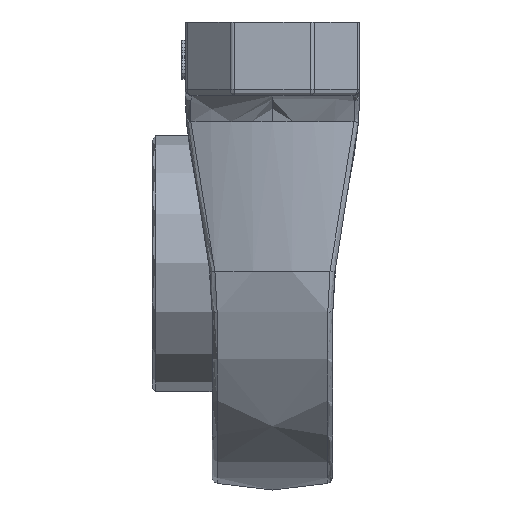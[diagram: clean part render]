
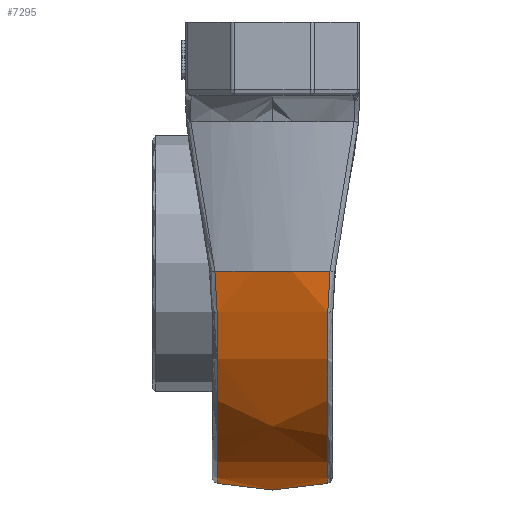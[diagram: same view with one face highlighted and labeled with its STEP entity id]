
A CAD part, left-side view. The second image highlights one B-rep face of the part: STEP entity #7295.
In plain terms, the highlighted free-form (B-spline) face has degree [2, 2] with [3, 5] control points.
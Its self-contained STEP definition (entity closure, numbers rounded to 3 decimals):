
#1619=B_SPLINE_CURVE_WITH_KNOTS($,3,(#11923,#11924,#11925,#11926,#11927,
#11928,#11929,#11930,#11931,#11932),.UNSPECIFIED.,.F.,.F.,(4,3,3,4),(0.,
0.333,0.667,1.),.UNSPECIFIED.);
#1620=B_SPLINE_CURVE_WITH_KNOTS($,3,(#11936,#11937,#11938,#11939,#11940,
#11941,#11942,#11943,#11944,#11945),.UNSPECIFIED.,.F.,.F.,(4,3,3,4),(0.,
0.333,0.667,1.),.UNSPECIFIED.);
#1621=B_SPLINE_CURVE_WITH_KNOTS($,3,(#11948,#11949,#11950,#11951,#11952,
#11953,#11954,#11955,#11956,#11957),.UNSPECIFIED.,.F.,.F.,(4,3,3,4),(0.,
0.333,0.667,1.),.UNSPECIFIED.);
#1622=B_SPLINE_CURVE_WITH_KNOTS($,3,(#11958,#11959,#11960,#11961,#11962,
#11963,#11964,#11965,#11966,#11967),.UNSPECIFIED.,.F.,.F.,(4,3,3,4),(0.,
0.333,0.667,1.),.UNSPECIFIED.);
#1726=(
BOUNDED_SURFACE()
B_SPLINE_SURFACE(2,2,((#11907,#11908,#11909,#11910,#11911),(#11912,#11913,
#11914,#11915,#11916),(#11917,#11918,#11919,#11920,#11921)),
 .UNSPECIFIED.,.F.,.F.,.F.)
B_SPLINE_SURFACE_WITH_KNOTS((3,3),(3,2,3),(-0.247,0.247),
(-3.107,-1.571,-0.035),.UNSPECIFIED.)
GEOMETRIC_REPRESENTATION_ITEM()
RATIONAL_B_SPLINE_SURFACE(((1.,0.719,1.,0.719,1.),
(0.97,0.697,0.97,0.697,
0.97),(1.,0.719,1.,0.719,1.)))
REPRESENTATION_ITEM($)
SURFACE()
);
#1899=FACE_OUTER_BOUND($,#2337,.T.);
#2337=EDGE_LOOP($,(#5042,#5043,#5044,#5045,#5046,#5047,#5048,#5049));
#2718=CIRCLE($,#7723,35.);
#2740=CIRCLE($,#7758,32.767);
#2743=CIRCLE($,#7761,32.767);
#2744=CIRCLE($,#7762,35.);
#3144=VERTEX_POINT($,#10983);
#3145=VERTEX_POINT($,#11012);
#3178=VERTEX_POINT($,#11902);
#3179=VERTEX_POINT($,#11903);
#3180=VERTEX_POINT($,#11922);
#3181=VERTEX_POINT($,#11933);
#3182=VERTEX_POINT($,#11935);
#3183=VERTEX_POINT($,#11946);
#3835=EDGE_CURVE($,#3144,#3145,#2718,.T.);
#3895=EDGE_CURVE($,#3178,#3179,#2740,.T.);
#3898=EDGE_CURVE($,#3144,#3180,#1619,.T.);
#3899=EDGE_CURVE($,#3180,#3181,#2743,.T.);
#3900=EDGE_CURVE($,#3181,#3182,#1620,.T.);
#3901=EDGE_CURVE($,#3182,#3183,#2744,.T.);
#3902=EDGE_CURVE($,#3179,#3183,#1621,.T.);
#3903=EDGE_CURVE($,#3145,#3178,#1622,.T.);
#5042=ORIENTED_EDGE($,*,*,#3835,.F.);
#5043=ORIENTED_EDGE($,*,*,#3898,.T.);
#5044=ORIENTED_EDGE($,*,*,#3899,.T.);
#5045=ORIENTED_EDGE($,*,*,#3900,.T.);
#5046=ORIENTED_EDGE($,*,*,#3901,.T.);
#5047=ORIENTED_EDGE($,*,*,#3902,.F.);
#5048=ORIENTED_EDGE($,*,*,#3895,.F.);
#5049=ORIENTED_EDGE($,*,*,#3903,.F.);
#7295=ADVANCED_FACE($,(#1899),#1726,.F.);
#7723=AXIS2_PLACEMENT_3D($,#11013,#8603,#8604);
#7758=AXIS2_PLACEMENT_3D($,#11904,#8681,#8682);
#7761=AXIS2_PLACEMENT_3D($,#11934,#8687,#8688);
#7762=AXIS2_PLACEMENT_3D($,#11947,#8689,#8690);
#8603=DIRECTION('center_axis',(0.035,0.,0.999));
#8604=DIRECTION('ref_axis',(0.969,-0.245,-0.034));
#8681=DIRECTION('center_axis',(0.,1.,0.));
#8682=DIRECTION('ref_axis',(0.975,0.,-0.222));
#8687=DIRECTION('center_axis',(0.,1.,0.));
#8688=DIRECTION('ref_axis',(0.975,0.,-0.222));
#8689=DIRECTION('center_axis',(0.035,0.,-0.999));
#8690=DIRECTION('ref_axis',(-0.969,-0.245,-0.034));
#10983=CARTESIAN_POINT('',(32.665,-2.07,-1.141));
#11012=CARTESIAN_POINT('',(32.665,15.07,-1.141));
#11013=CARTESIAN_POINT('Origin',(-1.249,6.5,0.044));
#11902=CARTESIAN_POINT('',(31.952,14.735,-7.266));
#11903=CARTESIAN_POINT('',(-31.952,14.735,-7.266));
#11904=CARTESIAN_POINT('Origin',(0.,14.735,0.));
#11907=CARTESIAN_POINT('Ctrl Pts',(-32.665,15.07,-1.141));
#11908=CARTESIAN_POINT('Ctrl Pts',(-31.563,15.07,-32.685));
#11909=CARTESIAN_POINT('Ctrl Pts',(0.,15.07,
-32.685));
#11910=CARTESIAN_POINT('Ctrl Pts',(31.563,15.07,-32.685));
#11911=CARTESIAN_POINT('Ctrl Pts',(32.665,15.07,-1.141));
#11912=CARTESIAN_POINT('Ctrl Pts',(-34.828,6.5,-1.216));
#11913=CARTESIAN_POINT('Ctrl Pts',(-33.653,6.5,-34.849));
#11914=CARTESIAN_POINT('Ctrl Pts',(0.,6.5,
-34.849));
#11915=CARTESIAN_POINT('Ctrl Pts',(33.653,6.5,-34.849));
#11916=CARTESIAN_POINT('Ctrl Pts',(34.828,6.5,-1.216));
#11917=CARTESIAN_POINT('Ctrl Pts',(-32.665,-2.07,
-1.141));
#11918=CARTESIAN_POINT('Ctrl Pts',(-31.563,-2.07,-32.685));
#11919=CARTESIAN_POINT('Ctrl Pts',(0.,-2.07,
-32.685));
#11920=CARTESIAN_POINT('Ctrl Pts',(31.563,-2.07,-32.685));
#11921=CARTESIAN_POINT('Ctrl Pts',(32.665,-2.07,-1.141));
#11922=CARTESIAN_POINT('',(31.952,-1.735,-7.266));
#11923=CARTESIAN_POINT('Ctrl Pts',(32.665,-2.07,-1.141));
#11924=CARTESIAN_POINT('Ctrl Pts',(32.658,-1.997,-1.848));
#11925=CARTESIAN_POINT('Ctrl Pts',(32.626,-1.935,-2.548));
#11926=CARTESIAN_POINT('Ctrl Pts',(32.57,-1.886,-3.24));
#11927=CARTESIAN_POINT('Ctrl Pts',(32.513,-1.836,-3.931));
#11928=CARTESIAN_POINT('Ctrl Pts',(32.432,-1.798,-4.615));
#11929=CARTESIAN_POINT('Ctrl Pts',(32.329,-1.773,-5.287));
#11930=CARTESIAN_POINT('Ctrl Pts',(32.225,-1.748,-5.958));
#11931=CARTESIAN_POINT('Ctrl Pts',(32.099,-1.735,-6.618));
#11932=CARTESIAN_POINT('Ctrl Pts',(31.952,-1.735,-7.266));
#11933=CARTESIAN_POINT('',(-31.952,-1.735,-7.266));
#11934=CARTESIAN_POINT('Origin',(0.,-1.735,0.));
#11935=CARTESIAN_POINT('',(-32.665,-2.07,-1.141));
#11936=CARTESIAN_POINT('Ctrl Pts',(-31.952,-1.735,
-7.266));
#11937=CARTESIAN_POINT('Ctrl Pts',(-32.099,-1.735,-6.618));
#11938=CARTESIAN_POINT('Ctrl Pts',(-32.225,-1.748,
-5.958));
#11939=CARTESIAN_POINT('Ctrl Pts',(-32.329,-1.773,
-5.287));
#11940=CARTESIAN_POINT('Ctrl Pts',(-32.432,-1.798,
-4.615));
#11941=CARTESIAN_POINT('Ctrl Pts',(-32.513,-1.836,
-3.931));
#11942=CARTESIAN_POINT('Ctrl Pts',(-32.57,-1.886,
-3.24));
#11943=CARTESIAN_POINT('Ctrl Pts',(-32.626,-1.935,
-2.548));
#11944=CARTESIAN_POINT('Ctrl Pts',(-32.658,-1.997,
-1.848));
#11945=CARTESIAN_POINT('Ctrl Pts',(-32.665,-2.07,
-1.141));
#11946=CARTESIAN_POINT('',(-32.665,15.07,-1.141));
#11947=CARTESIAN_POINT('Origin',(1.249,6.5,0.044));
#11948=CARTESIAN_POINT('Ctrl Pts',(-31.952,14.735,-7.266));
#11949=CARTESIAN_POINT('Ctrl Pts',(-32.099,14.735,-6.618));
#11950=CARTESIAN_POINT('Ctrl Pts',(-32.225,14.748,-5.958));
#11951=CARTESIAN_POINT('Ctrl Pts',(-32.329,14.773,-5.287));
#11952=CARTESIAN_POINT('Ctrl Pts',(-32.432,14.798,-4.615));
#11953=CARTESIAN_POINT('Ctrl Pts',(-32.513,14.836,-3.931));
#11954=CARTESIAN_POINT('Ctrl Pts',(-32.57,14.886,-3.24));
#11955=CARTESIAN_POINT('Ctrl Pts',(-32.626,14.935,-2.548));
#11956=CARTESIAN_POINT('Ctrl Pts',(-32.658,14.997,-1.848));
#11957=CARTESIAN_POINT('Ctrl Pts',(-32.665,15.07,-1.141));
#11958=CARTESIAN_POINT('Ctrl Pts',(32.665,15.07,-1.141));
#11959=CARTESIAN_POINT('Ctrl Pts',(32.658,14.997,-1.848));
#11960=CARTESIAN_POINT('Ctrl Pts',(32.626,14.935,-2.548));
#11961=CARTESIAN_POINT('Ctrl Pts',(32.57,14.886,-3.24));
#11962=CARTESIAN_POINT('Ctrl Pts',(32.513,14.836,-3.931));
#11963=CARTESIAN_POINT('Ctrl Pts',(32.432,14.798,-4.615));
#11964=CARTESIAN_POINT('Ctrl Pts',(32.329,14.773,-5.287));
#11965=CARTESIAN_POINT('Ctrl Pts',(32.225,14.748,-5.958));
#11966=CARTESIAN_POINT('Ctrl Pts',(32.099,14.735,-6.618));
#11967=CARTESIAN_POINT('Ctrl Pts',(31.952,14.735,-7.266));
